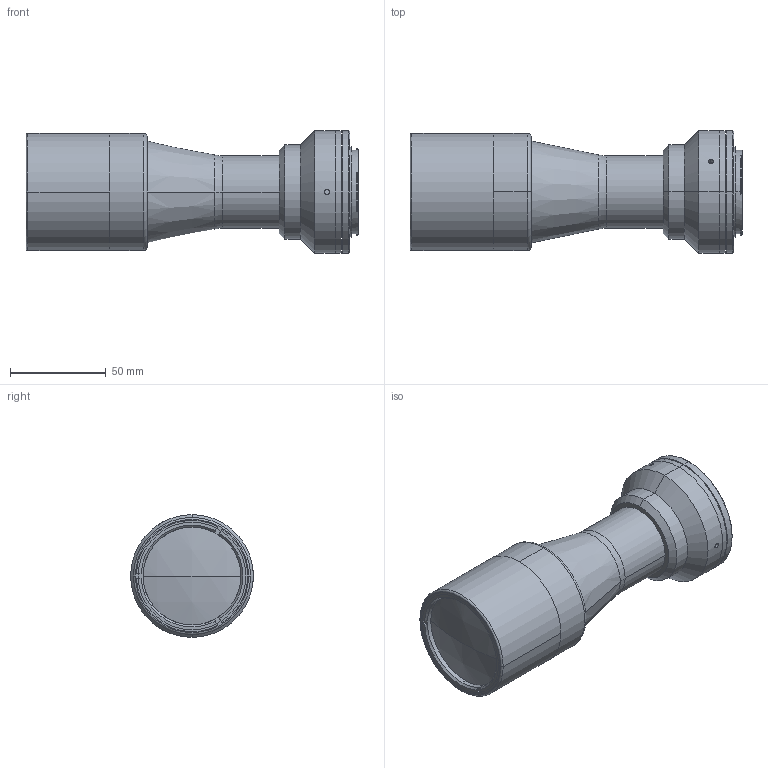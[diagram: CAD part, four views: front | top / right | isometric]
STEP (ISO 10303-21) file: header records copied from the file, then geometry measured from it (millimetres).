
FILE_DESCRIPTION (( 'STEP AP214' ), '1' );
FILE_NAME ('TC2M036HR-F.STEP', '2014-05-27T08:37:05', ( 'piermario' ), ( '' ), 'SwSTEP 2.0', 'SolidWorks 2013', '' );
FILE_SCHEMA (( 'AUTOMOTIVE_DESIGN' ));
Length unit declared in the file: millimetre
Products named in the file (1): TC2M036HR-F
Bounding box: 172.97 x 64 x 64 mm (x, y, z)
Surface area: 48385.4 mm2 (no closed solid volume)
Topology: 0 solids, 14 shells, 165 faces, 464 edges, 311 vertices
Faces by surface type: plane 66, cylinder 63, cone 20, torus 12, sphere 4
Entity records: 7408 total; most frequent: CARTESIAN_POINT 1217, DIRECTION 997, ORIENTED_EDGE 780, EDGE_CURVE 464, AXIS2_PLACEMENT_3D 395, VERTEX_POINT 311, CIRCLE 229, LINE 207
